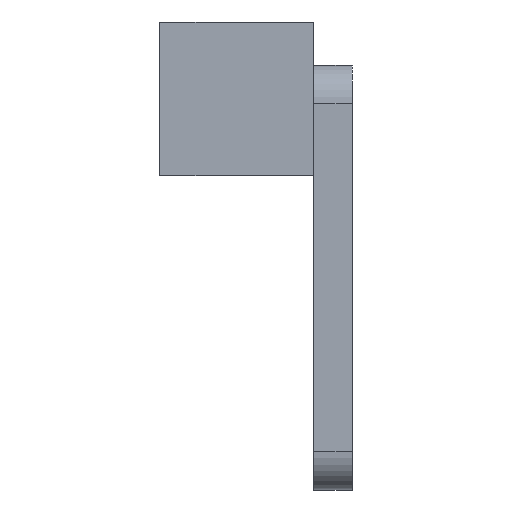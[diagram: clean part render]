
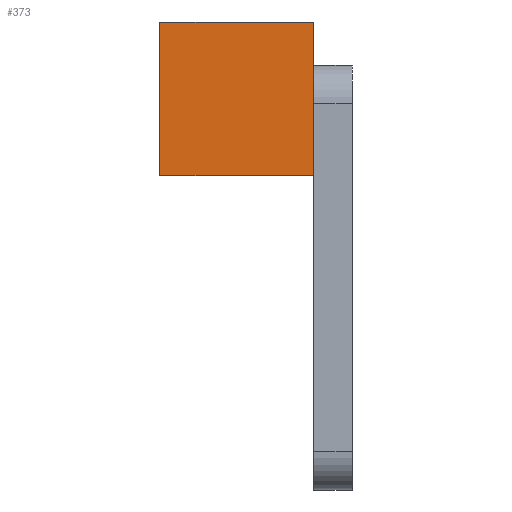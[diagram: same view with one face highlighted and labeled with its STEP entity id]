
A CAD part, left-side view. The second image highlights one B-rep face of the part: STEP entity #373.
In plain terms, the highlighted planar face has unit normal (-1, 0, 0).
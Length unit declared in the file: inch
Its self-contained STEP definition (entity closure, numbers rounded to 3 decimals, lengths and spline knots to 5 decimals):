
#296 = CARTESIAN_POINT ( 'NONE',  ( -26.125, 0.125, 0.33 ) ) ;
#304 = CARTESIAN_POINT ( 'NONE',  ( -26.125, 0.625, 0.33 ) ) ;
#373 = ADVANCED_FACE ( 'NONE', ( #2204 ), #1167, .F. ) ;
#466 = CARTESIAN_POINT ( 'NONE',  ( -26.125, 0.125, 0.83 ) ) ;
#601 = VERTEX_POINT ( 'NONE', #466 ) ;
#607 = VECTOR ( 'NONE', #2719, 39.37008 ) ;
#703 = DIRECTION ( 'NONE',  ( 0., 0., -1. ) ) ;
#855 = EDGE_CURVE ( 'NONE', #2474, #915, #2114, .T. ) ;
#915 = VERTEX_POINT ( 'NONE', #296 ) ;
#1167 = PLANE ( 'NONE',  #1350 ) ;
#1192 = ORIENTED_EDGE ( 'NONE', *, *, #855, .T. ) ;
#1350 = AXIS2_PLACEMENT_3D ( 'NONE', #3469, #2503, #703 ) ;
#1360 = VERTEX_POINT ( 'NONE', #1784 ) ;
#1428 = CARTESIAN_POINT ( 'NONE',  ( -26.125, 0.125, 0.33 ) ) ;
#1429 = LINE ( 'NONE', #1785, #607 ) ;
#1469 = LINE ( 'NONE', #304, #2306 ) ;
#1668 = ORIENTED_EDGE ( 'NONE', *, *, #2753, .F. ) ;
#1784 = CARTESIAN_POINT ( 'NONE',  ( -26.125, 0.625, 0.83 ) ) ;
#1785 = CARTESIAN_POINT ( 'NONE',  ( -26.125, 0.625, 0.83 ) ) ;
#1998 = LINE ( 'NONE', #1428, #2102 ) ;
#2071 = EDGE_CURVE ( 'NONE', #915, #601, #1998, .T. ) ;
#2102 = VECTOR ( 'NONE', #3278, 39.37008 ) ;
#2114 = LINE ( 'NONE', #3958, #2820 ) ;
#2204 = FACE_OUTER_BOUND ( 'NONE', #3860, .T. ) ;
#2306 = VECTOR ( 'NONE', #2780, 39.37008 ) ;
#2474 = VERTEX_POINT ( 'NONE', #2569 ) ;
#2503 = DIRECTION ( 'NONE',  ( 1., 0., 0. ) ) ;
#2569 = CARTESIAN_POINT ( 'NONE',  ( -26.125, 0.625, 0.33 ) ) ;
#2719 = DIRECTION ( 'NONE',  ( 0., -1., 0. ) ) ;
#2753 = EDGE_CURVE ( 'NONE', #1360, #601, #1429, .T. ) ;
#2780 = DIRECTION ( 'NONE',  ( 0., 0., 1. ) ) ;
#2820 = VECTOR ( 'NONE', #3056, 39.37008 ) ;
#2977 = ORIENTED_EDGE ( 'NONE', *, *, #2071, .T. ) ;
#3056 = DIRECTION ( 'NONE',  ( 0., -1., 0. ) ) ;
#3278 = DIRECTION ( 'NONE',  ( 0., 0., 1. ) ) ;
#3410 = ORIENTED_EDGE ( 'NONE', *, *, #3434, .F. ) ;
#3434 = EDGE_CURVE ( 'NONE', #2474, #1360, #1469, .T. ) ;
#3469 = CARTESIAN_POINT ( 'NONE',  ( -26.125, 0.625, 0.33 ) ) ;
#3860 = EDGE_LOOP ( 'NONE', ( #2977, #1668, #3410, #1192 ) ) ;
#3958 = CARTESIAN_POINT ( 'NONE',  ( -26.125, 0.625, 0.33 ) ) ;
